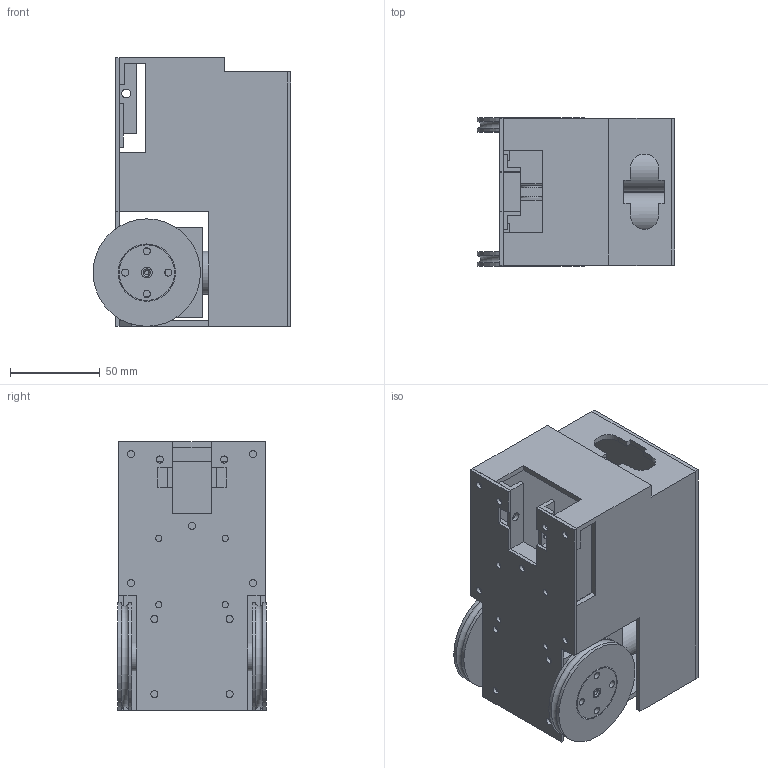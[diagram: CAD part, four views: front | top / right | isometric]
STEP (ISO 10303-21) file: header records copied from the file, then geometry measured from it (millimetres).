
FILE_DESCRIPTION(('FreeCAD Model'),'2;1');
FILE_NAME('Open CASCADE Shape Model','2024-12-08T11:43:25',('Author'),( ''),'Open CASCADE STEP processor 7.8','FreeCAD','Unknown');
FILE_SCHEMA(('AUTOMOTIVE_DESIGN { 1 0 10303 214 1 1 1 1 }'));
Length unit declared in the file: millimetre
Products named in the file (13): PAMI; Moteur; Moteur001; Raccord; Raccord001; Roue; Roue001; chassi; support_moteur; support_moteur001; support_roue; Corps; Corps001
Assembly tree (12 placements, depth 2):
  PAMI
    Moteur
    Moteur001
    Raccord
    Raccord001
    Roue
    Roue001
    chassi
    support_moteur
    support_moteur001
    support_roue
    Corps
    Corps001
Bounding box: 110.5 x 83 x 150 mm (x, y, z)
Volume: 307085.6 mm3; surface area: 168569.2 mm2
Topology: 12 solids, 12 shells, 329 faces, 801 edges, 526 vertices
Faces by surface type: plane 202, cylinder 109, torus 16, cone 2
Full cylindrical faces by diameter (mm): 2.5 x10, 3.5 x8, 4 x38, 5 x2, 6 x4, 7 x8, 12.7 x2, 13 x2, 16 x4, 22 x1, 24 x2, 31 x2, 32 x2, 60 x4
Entity records: 10203 total; most frequent: DIRECTION 1743, CARTESIAN_POINT 1669, ORIENTED_EDGE 1602, EDGE_CURVE 801, AXIS2_PLACEMENT_3D 600, LINE 543, VECTOR 543, VERTEX_POINT 526
